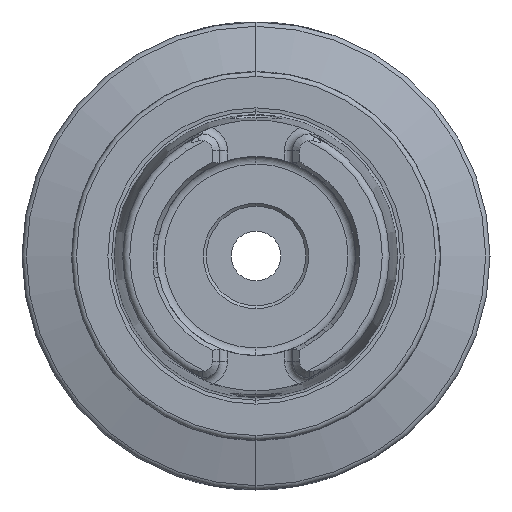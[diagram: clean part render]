
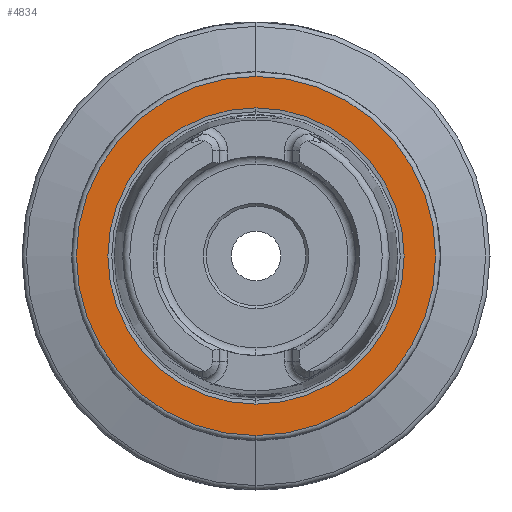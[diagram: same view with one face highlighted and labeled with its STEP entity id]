
A CAD part, left-side view. The second image highlights one B-rep face of the part: STEP entity #4834.
In plain terms, the highlighted planar face has unit normal (-1, 0, 0).
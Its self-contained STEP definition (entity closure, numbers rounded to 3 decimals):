
#254 = CARTESIAN_POINT ( 'NONE',  ( 0., 0., 30.7 ) ) ;
#303 = DIRECTION ( 'NONE',  ( 0., 0., 1. ) ) ;
#512 = PLANE ( 'NONE',  #8608 ) ;
#908 = AXIS2_PLACEMENT_3D ( 'NONE', #5664, #3274, #303 ) ;
#1077 = CIRCLE ( 'NONE', #1403, 30.7 ) ;
#1403 = AXIS2_PLACEMENT_3D ( 'NONE', #1972, #2665, #2613 ) ;
#1448 = DIRECTION ( 'NONE',  ( 0., 0., 1. ) ) ;
#1587 = EDGE_LOOP ( 'NONE', ( #5977, #6738 ) ) ;
#1609 = CARTESIAN_POINT ( 'NONE',  ( 0., 0., 25.324 ) ) ;
#1846 = CIRCLE ( 'NONE', #908, 25.324 ) ;
#1942 = DIRECTION ( 'NONE',  ( 0., 0., -1. ) ) ;
#1972 = CARTESIAN_POINT ( 'NONE',  ( 0., 0., 0. ) ) ;
#2269 = CARTESIAN_POINT ( 'NONE',  ( 0., 0., -30.7 ) ) ;
#2613 = DIRECTION ( 'NONE',  ( 0., 0., 1. ) ) ;
#2633 = DIRECTION ( 'NONE',  ( 1., 0., 0. ) ) ;
#2665 = DIRECTION ( 'NONE',  ( -1., 0., 0. ) ) ;
#2674 = CARTESIAN_POINT ( 'NONE',  ( 0., 0., 0. ) ) ;
#2980 = VERTEX_POINT ( 'NONE', #2269 ) ;
#3040 = AXIS2_PLACEMENT_3D ( 'NONE', #2674, #8336, #1448 ) ;
#3116 = EDGE_CURVE ( 'NONE', #2980, #7651, #8456, .T. ) ;
#3274 = DIRECTION ( 'NONE',  ( -1., 0., 0. ) ) ;
#3294 = FACE_OUTER_BOUND ( 'NONE', #1587, .T. ) ;
#3609 = EDGE_CURVE ( 'NONE', #5463, #8405, #4753, .T. ) ;
#4188 = CARTESIAN_POINT ( 'NONE',  ( 0., 30.7, 0. ) ) ;
#4260 = ORIENTED_EDGE ( 'NONE', *, *, #8626, .F. ) ;
#4753 = CIRCLE ( 'NONE', #6169, 25.324 ) ;
#4834 = ADVANCED_FACE ( 'NONE', ( #5485, #3294 ), #512, .F. ) ;
#5064 = EDGE_LOOP ( 'NONE', ( #5752, #4260 ) ) ;
#5463 = VERTEX_POINT ( 'NONE', #1609 ) ;
#5485 = FACE_BOUND ( 'NONE', #5064, .T. ) ;
#5664 = CARTESIAN_POINT ( 'NONE',  ( 0., 0., 0. ) ) ;
#5674 = EDGE_CURVE ( 'NONE', #7651, #2980, #1077, .T. ) ;
#5752 = ORIENTED_EDGE ( 'NONE', *, *, #3609, .F. ) ;
#5977 = ORIENTED_EDGE ( 'NONE', *, *, #5674, .T. ) ;
#6169 = AXIS2_PLACEMENT_3D ( 'NONE', #8247, #8874, #6612 ) ;
#6612 = DIRECTION ( 'NONE',  ( 0., 0., 1. ) ) ;
#6738 = ORIENTED_EDGE ( 'NONE', *, *, #3116, .T. ) ;
#7651 = VERTEX_POINT ( 'NONE', #254 ) ;
#8108 = CARTESIAN_POINT ( 'NONE',  ( 0., 0., -25.324 ) ) ;
#8247 = CARTESIAN_POINT ( 'NONE',  ( 0., 0., 0. ) ) ;
#8336 = DIRECTION ( 'NONE',  ( -1., 0., 0. ) ) ;
#8405 = VERTEX_POINT ( 'NONE', #8108 ) ;
#8456 = CIRCLE ( 'NONE', #3040, 30.7 ) ;
#8608 = AXIS2_PLACEMENT_3D ( 'NONE', #4188, #2633, #1942 ) ;
#8626 = EDGE_CURVE ( 'NONE', #8405, #5463, #1846, .T. ) ;
#8874 = DIRECTION ( 'NONE',  ( -1., 0., 0. ) ) ;
